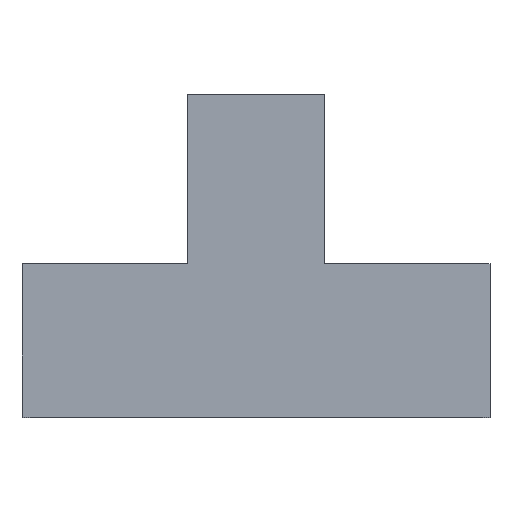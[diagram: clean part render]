
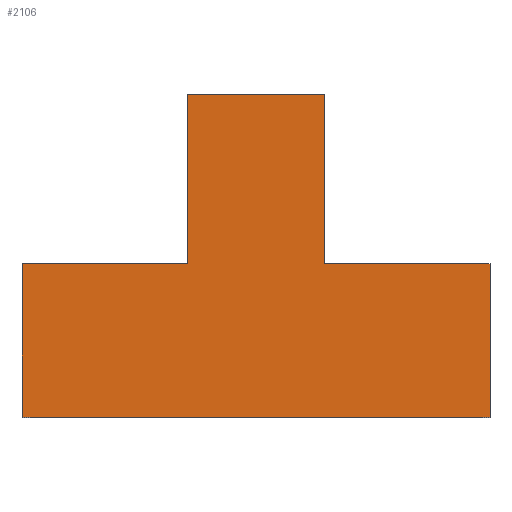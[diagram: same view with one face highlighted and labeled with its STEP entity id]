
A CAD part, top view. The second image highlights one B-rep face of the part: STEP entity #2106.
In plain terms, the highlighted planar face has unit normal (0, 0, 1).
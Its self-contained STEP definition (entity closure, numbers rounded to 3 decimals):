
#156=FACE_OUTER_BOUND('',#272,.T.);
#272=EDGE_LOOP('',(#1877,#1878,#1879,#1880,#1881,#1882,#1883,#1884));
#386=LINE('',#3005,#660);
#479=LINE('',#3229,#753);
#490=LINE('',#3258,#764);
#495=LINE('',#3267,#769);
#500=LINE('',#3277,#774);
#529=LINE('',#3340,#803);
#533=LINE('',#3347,#807);
#546=LINE('',#3380,#820);
#660=VECTOR('',#2442,10.);
#753=VECTOR('',#2607,10.);
#764=VECTOR('',#2640,10.);
#769=VECTOR('',#2647,10.);
#774=VECTOR('',#2654,10.);
#803=VECTOR('',#2723,10.);
#807=VECTOR('',#2729,10.);
#820=VECTOR('',#2772,10.);
#895=VERTEX_POINT('',#3002);
#896=VERTEX_POINT('',#3004);
#967=VERTEX_POINT('',#3227);
#973=VERTEX_POINT('',#3255);
#974=VERTEX_POINT('',#3257);
#977=VERTEX_POINT('',#3265);
#981=VERTEX_POINT('',#3275);
#997=VERTEX_POINT('',#3345);
#1116=EDGE_CURVE('',#895,#896,#386,.T.);
#1221=EDGE_CURVE('',#895,#967,#479,.T.);
#1235=EDGE_CURVE('',#974,#973,#490,.T.);
#1240=EDGE_CURVE('',#977,#973,#495,.T.);
#1245=EDGE_CURVE('',#981,#977,#500,.T.);
#1276=EDGE_CURVE('',#974,#967,#529,.T.);
#1280=EDGE_CURVE('',#997,#981,#533,.T.);
#1296=EDGE_CURVE('',#896,#997,#546,.T.);
#1877=ORIENTED_EDGE('',*,*,#1116,.F.);
#1878=ORIENTED_EDGE('',*,*,#1221,.T.);
#1879=ORIENTED_EDGE('',*,*,#1276,.F.);
#1880=ORIENTED_EDGE('',*,*,#1235,.T.);
#1881=ORIENTED_EDGE('',*,*,#1240,.F.);
#1882=ORIENTED_EDGE('',*,*,#1245,.F.);
#1883=ORIENTED_EDGE('',*,*,#1280,.F.);
#1884=ORIENTED_EDGE('',*,*,#1296,.F.);
#1992=PLANE('',#2246);
#2106=ADVANCED_FACE('',(#156),#1992,.T.);
#2246=AXIS2_PLACEMENT_3D('',#3381,#2773,#2774);
#2442=DIRECTION('',(-1.,0.,0.));
#2607=DIRECTION('',(0.,1.,0.));
#2640=DIRECTION('',(0.,1.,0.));
#2647=DIRECTION('',(1.,0.,0.));
#2654=DIRECTION('',(0.,1.,0.));
#2723=DIRECTION('',(1.,0.,0.));
#2729=DIRECTION('',(1.,0.,0.));
#2772=DIRECTION('',(0.,1.,0.));
#2773=DIRECTION('center_axis',(0.,0.,1.));
#2774=DIRECTION('ref_axis',(1.,0.,0.));
#3002=CARTESIAN_POINT('',(60.875,0.,39.75));
#3004=CARTESIAN_POINT('',(-60.875,0.,39.75));
#3005=CARTESIAN_POINT('',(60.875,0.,39.75));
#3227=CARTESIAN_POINT('',(60.875,40.,39.75));
#3229=CARTESIAN_POINT('',(60.875,0.,39.75));
#3255=CARTESIAN_POINT('',(17.875,84.,39.75));
#3257=CARTESIAN_POINT('',(17.875,40.,39.75));
#3258=CARTESIAN_POINT('',(17.875,40.,39.75));
#3265=CARTESIAN_POINT('',(-17.875,84.,39.75));
#3267=CARTESIAN_POINT('',(-60.875,84.,39.75));
#3275=CARTESIAN_POINT('',(-17.875,40.,39.75));
#3277=CARTESIAN_POINT('',(-17.875,40.,39.75));
#3340=CARTESIAN_POINT('',(60.875,40.,39.75));
#3345=CARTESIAN_POINT('',(-60.875,40.,39.75));
#3347=CARTESIAN_POINT('',(60.875,40.,39.75));
#3380=CARTESIAN_POINT('',(-60.875,0.,39.75));
#3381=CARTESIAN_POINT('Origin',(-60.875,0.,39.75));
